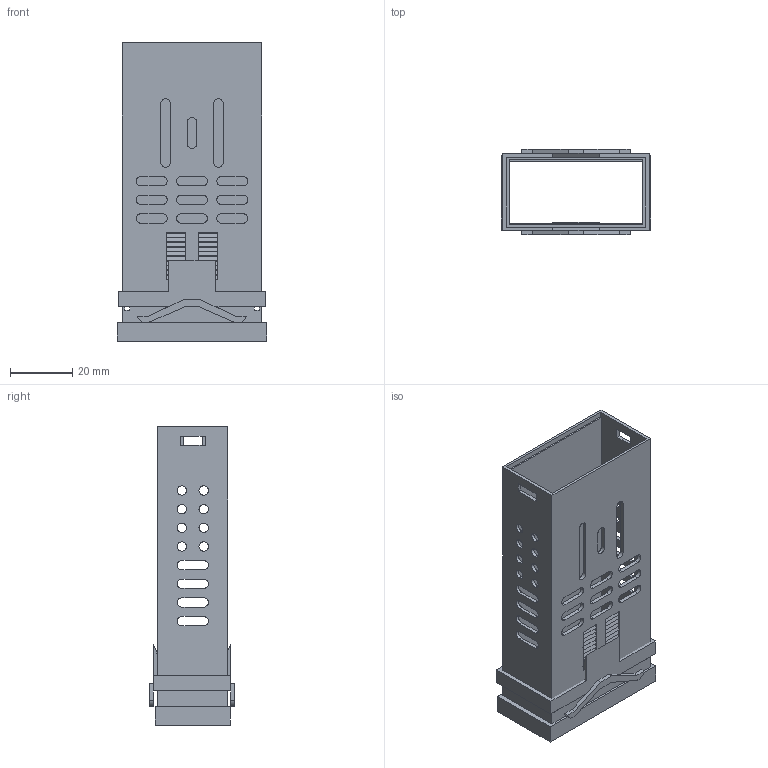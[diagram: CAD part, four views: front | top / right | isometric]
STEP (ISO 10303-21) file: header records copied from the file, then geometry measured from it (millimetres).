
FILE_DESCRIPTION (( 'STEP AP214' ), '1' );
FILE_NAME ('IC-024-02.STEP', '2022-01-24T10:03:38', ( '' ), ( '' ), 'SwSTEP 2.0', 'SolidWorks 2017', '' );
FILE_SCHEMA (( 'AUTOMOTIVE_DESIGN' ));
Length unit declared in the file: millimetre
Products named in the file (5): IC-024-02; Clamp ICCL-024; Case IC-024
Assembly tree (2 placements, depth 2):
  IC-024-02
    Case IC-024
    Clamp ICCL-024
  Clamp ICCL-024
  Case IC-024
Bounding box: 48 x 27.4 x 96 mm (x, y, z)
Volume: 13422.5 mm3; surface area: 28041.4 mm2
Topology: 2 solids, 2 shells, 360 faces, 1053 edges, 700 vertices
Faces by surface type: plane 271, cylinder 89
Entity records: 12159 total; most frequent: CARTESIAN_POINT 2119, ORIENTED_EDGE 2106, DIRECTION 1963, EDGE_CURVE 1053, LINE 875, VECTOR 875, VERTEX_POINT 700, AXIS2_PLACEMENT_3D 544
